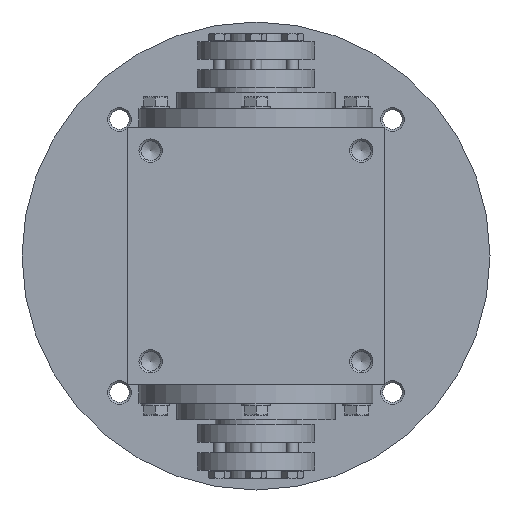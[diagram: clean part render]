
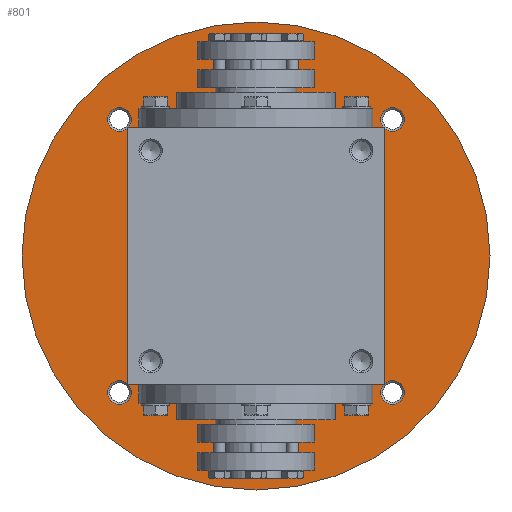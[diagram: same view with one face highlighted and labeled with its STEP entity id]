
A CAD part, left-side view. The second image highlights one B-rep face of the part: STEP entity #801.
In plain terms, the highlighted planar face has unit normal (-1, 0, 0).
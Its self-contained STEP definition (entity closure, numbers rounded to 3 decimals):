
#801 = ADVANCED_FACE( '', ( #1724, #1725, #1726, #1727, #1728, #1729 ), #1730, .F. );
#1724 = FACE_OUTER_BOUND( '', #2762, .T. );
#1725 = FACE_BOUND( '', #2763, .T. );
#1726 = FACE_BOUND( '', #2764, .T. );
#1727 = FACE_BOUND( '', #2765, .T. );
#1728 = FACE_BOUND( '', #2766, .T. );
#1729 = FACE_BOUND( '', #2767, .T. );
#1730 = PLANE( '', #2768 );
#2762 = EDGE_LOOP( '', ( #4476 ) );
#2763 = EDGE_LOOP( '', ( #4477 ) );
#2764 = EDGE_LOOP( '', ( #4478 ) );
#2765 = EDGE_LOOP( '', ( #4479 ) );
#2766 = EDGE_LOOP( '', ( #4480 ) );
#2767 = EDGE_LOOP( '', ( #4481 ) );
#2768 = AXIS2_PLACEMENT_3D( '', #4482, #4483, #4484 );
#4476 = ORIENTED_EDGE( '', *, *, #5799, .F. );
#4477 = ORIENTED_EDGE( '', *, *, #5790, .T. );
#4478 = ORIENTED_EDGE( '', *, *, #5800, .T. );
#4479 = ORIENTED_EDGE( '', *, *, #5700, .T. );
#4480 = ORIENTED_EDGE( '', *, *, #5555, .T. );
#4481 = ORIENTED_EDGE( '', *, *, #5748, .T. );
#4482 = CARTESIAN_POINT( '', ( 37., 50., 0. ) );
#4483 = DIRECTION( '', ( 1., 0., 0. ) );
#4484 = DIRECTION( '', ( 0., 0., -1. ) );
#5555 = EDGE_CURVE( '', #6554, #6554, #6555, .T. );
#5700 = EDGE_CURVE( '', #6757, #6757, #6758, .T. );
#5748 = EDGE_CURVE( '', #6818, #6818, #6819, .T. );
#5790 = EDGE_CURVE( '', #6876, #6876, #6877, .T. );
#5799 = EDGE_CURVE( '', #6889, #6889, #6890, .T. );
#5800 = EDGE_CURVE( '', #6891, #6891, #6892, .T. );
#6554 = VERTEX_POINT( '', #7913 );
#6555 = CIRCLE( '', #7914, 5. );
#6757 = VERTEX_POINT( '', #8244 );
#6758 = CIRCLE( '', #8245, 5. );
#6818 = VERTEX_POINT( '', #8328 );
#6819 = CIRCLE( '', #8329, 50. );
#6876 = VERTEX_POINT( '', #8425 );
#6877 = CIRCLE( '', #8426, 5. );
#6889 = VERTEX_POINT( '', #8440 );
#6890 = CIRCLE( '', #8441, 100. );
#6891 = VERTEX_POINT( '', #8442 );
#6892 = CIRCLE( '', #8443, 5. );
#7913 = CARTESIAN_POINT( '', ( 37., 58.336, 53.336 ) );
#7914 = AXIS2_PLACEMENT_3D( '', #9216, #9217, #9218 );
#8244 = CARTESIAN_POINT( '', ( 37., -58.336, -63.336 ) );
#8245 = AXIS2_PLACEMENT_3D( '', #9383, #9384, #9385 );
#8328 = CARTESIAN_POINT( '', ( 37., 0., -50. ) );
#8329 = AXIS2_PLACEMENT_3D( '', #9444, #9445, #9446 );
#8425 = CARTESIAN_POINT( '', ( 37., -58.336, 53.336 ) );
#8426 = AXIS2_PLACEMENT_3D( '', #9489, #9490, #9491 );
#8440 = CARTESIAN_POINT( '', ( 37., 0., -100. ) );
#8441 = AXIS2_PLACEMENT_3D( '', #9500, #9501, #9502 );
#8442 = CARTESIAN_POINT( '', ( 37., 58.336, -63.336 ) );
#8443 = AXIS2_PLACEMENT_3D( '', #9503, #9504, #9505 );
#9216 = CARTESIAN_POINT( '', ( 37., 58.336, 58.336 ) );
#9217 = DIRECTION( '', ( 1., 0., 0. ) );
#9218 = DIRECTION( '', ( 0., 0., -1. ) );
#9383 = CARTESIAN_POINT( '', ( 37., -58.336, -58.336 ) );
#9384 = DIRECTION( '', ( 1., 0., 0. ) );
#9385 = DIRECTION( '', ( 0., 0., -1. ) );
#9444 = CARTESIAN_POINT( '', ( 37., 0., 0. ) );
#9445 = DIRECTION( '', ( 1., 0., 0. ) );
#9446 = DIRECTION( '', ( 0., 0., -1. ) );
#9489 = CARTESIAN_POINT( '', ( 37., -58.336, 58.336 ) );
#9490 = DIRECTION( '', ( 1., 0., 0. ) );
#9491 = DIRECTION( '', ( 0., 0., -1. ) );
#9500 = CARTESIAN_POINT( '', ( 37., 0., 0. ) );
#9501 = DIRECTION( '', ( 1., 0., 0. ) );
#9502 = DIRECTION( '', ( 0., 0., -1. ) );
#9503 = CARTESIAN_POINT( '', ( 37., 58.336, -58.336 ) );
#9504 = DIRECTION( '', ( 1., 0., 0. ) );
#9505 = DIRECTION( '', ( 0., 0., -1. ) );
